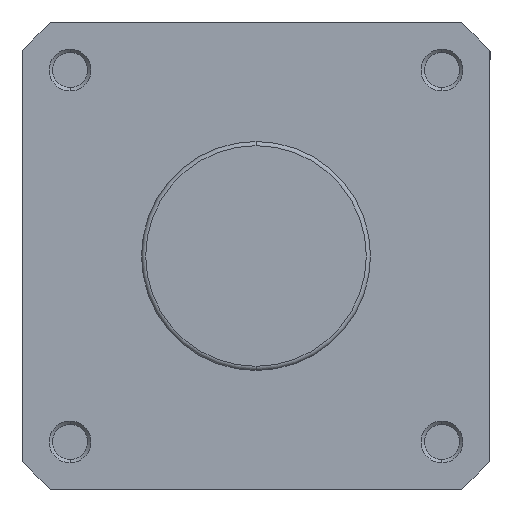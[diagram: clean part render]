
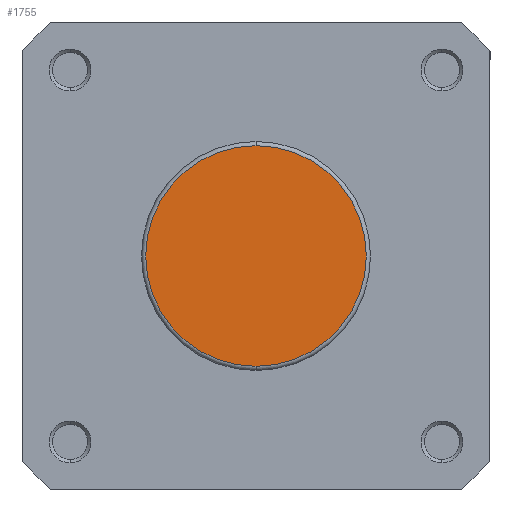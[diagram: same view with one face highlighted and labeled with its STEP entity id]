
A CAD part, left-side view. The second image highlights one B-rep face of the part: STEP entity #1755.
In plain terms, the highlighted planar face has unit normal (-1, 0, 0).
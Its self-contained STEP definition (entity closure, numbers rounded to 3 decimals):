
#17 = PLANE ( 'NONE',  #5191 ) ;
#38 = VERTEX_POINT ( 'NONE', #294 ) ;
#39 = VERTEX_POINT ( 'NONE', #295 ) ;
#294 = CARTESIAN_POINT ( 'NONE',  ( 0., 0., 26.4 ) ) ;
#295 = CARTESIAN_POINT ( 'NONE',  ( 0., 0., -26.4 ) ) ;
#1477 = ORIENTED_EDGE ( 'NONE', *, *, #5001, .T. ) ;
#1755 = ADVANCED_FACE ( 'NONE', ( #4199 ), #17, .F. ) ;
#1901 = EDGE_CURVE ( 'NONE', #38, #39, #4550, .T. ) ;
#1954 = CARTESIAN_POINT ( 'NONE',  ( 0., 27.4, 0. ) ) ;
#1955 = DIRECTION ( 'NONE',  ( 1., 0., 0. ) ) ;
#1956 = DIRECTION ( 'NONE',  ( 0., 0., -1. ) ) ;
#2577 = CARTESIAN_POINT ( 'NONE',  ( 0., 0., 0. ) ) ;
#2578 = DIRECTION ( 'NONE',  ( -1., 0., 0. ) ) ;
#2579 = DIRECTION ( 'NONE',  ( 0., 0., -1. ) ) ;
#3005 = CARTESIAN_POINT ( 'NONE',  ( 0., 0., 0. ) ) ;
#3016 = DIRECTION ( 'NONE',  ( -1., 0., 0. ) ) ;
#3017 = DIRECTION ( 'NONE',  ( 0., 0., -1. ) ) ;
#3262 = EDGE_LOOP ( 'NONE', ( #1477, #3480 ) ) ;
#3480 = ORIENTED_EDGE ( 'NONE', *, *, #1901, .T. ) ;
#4199 = FACE_OUTER_BOUND ( 'NONE', #3262, .T. ) ;
#4550 = CIRCLE ( 'NONE', #5350, 26.4 ) ;
#4768 = CIRCLE ( 'NONE', #5435, 26.4 ) ;
#5001 = EDGE_CURVE ( 'NONE', #39, #38, #4768, .T. ) ;
#5191 = AXIS2_PLACEMENT_3D ( 'NONE', #1954, #1955, #1956 ) ;
#5350 = AXIS2_PLACEMENT_3D ( 'NONE', #2577, #2578, #2579 ) ;
#5435 = AXIS2_PLACEMENT_3D ( 'NONE', #3005, #3016, #3017 ) ;
